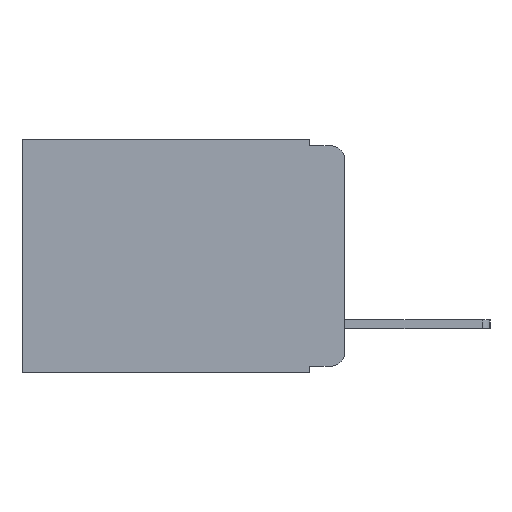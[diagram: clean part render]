
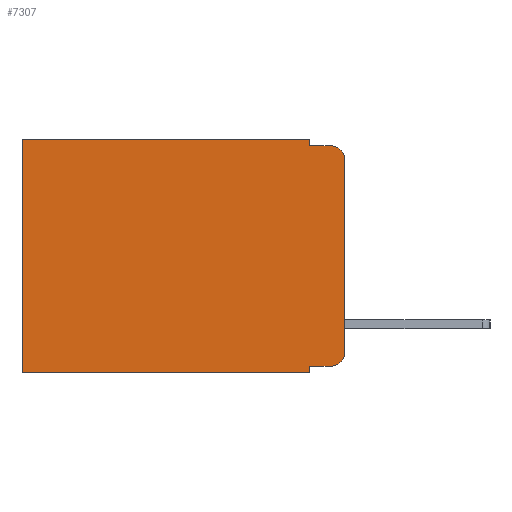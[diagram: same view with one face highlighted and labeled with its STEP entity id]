
A CAD part, left-side view. The second image highlights one B-rep face of the part: STEP entity #7307.
In plain terms, the highlighted planar face has unit normal (-1, 0, 0).
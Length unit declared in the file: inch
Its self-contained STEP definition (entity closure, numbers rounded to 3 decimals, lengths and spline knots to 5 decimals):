
#200 = ORIENTED_EDGE ( 'NONE', *, *, #1756, .T. ) ;
#385 = VERTEX_POINT ( 'NONE', #14375 ) ;
#404 = EDGE_CURVE ( 'NONE', #17092, #2019, #8449, .T. ) ;
#474 = ORIENTED_EDGE ( 'NONE', *, *, #1618, .F. ) ;
#577 = VECTOR ( 'NONE', #6235, 39.37008 ) ;
#674 = AXIS2_PLACEMENT_3D ( 'NONE', #1834, #3298, #13173 ) ;
#987 = EDGE_CURVE ( 'NONE', #2326, #1600, #9742, .T. ) ;
#1025 = LINE ( 'NONE', #5686, #16197 ) ;
#1455 = DIRECTION ( 'NONE',  ( 0., 0., -1. ) ) ;
#1557 = EDGE_CURVE ( 'NONE', #2326, #3685, #13261, .T. ) ;
#1581 = EDGE_CURVE ( 'NONE', #2369, #3685, #12840, .T. ) ;
#1600 = VERTEX_POINT ( 'NONE', #8181 ) ;
#1618 = EDGE_CURVE ( 'NONE', #10548, #2369, #1025, .T. ) ;
#1714 = EDGE_CURVE ( 'NONE', #10548, #385, #15029, .T. ) ;
#1756 = EDGE_CURVE ( 'NONE', #385, #2019, #7502, .T. ) ;
#1784 = EDGE_CURVE ( 'NONE', #15545, #17092, #14635, .T. ) ;
#1834 = CARTESIAN_POINT ( 'NONE',  ( 0.298, 0., 0. ) ) ;
#1888 = EDGE_CURVE ( 'NONE', #15545, #13613, #2642, .T. ) ;
#1940 = EDGE_CURVE ( 'NONE', #13613, #1600, #16000, .T. ) ;
#2019 = VERTEX_POINT ( 'NONE', #6729 ) ;
#2326 = VERTEX_POINT ( 'NONE', #12276 ) ;
#2369 = VERTEX_POINT ( 'NONE', #16318 ) ;
#2431 = CARTESIAN_POINT ( 'NONE',  ( 0.298, 0.051, -0.333 ) ) ;
#2457 = CARTESIAN_POINT ( 'NONE',  ( 0.298, 0.02, -0.01 ) ) ;
#2642 = LINE ( 'NONE', #14274, #6074 ) ;
#2907 = CARTESIAN_POINT ( 'NONE',  ( 0.298, 0.051, 0. ) ) ;
#3298 = DIRECTION ( 'NONE',  ( 1., 0., 0. ) ) ;
#3309 = ORIENTED_EDGE ( 'NONE', *, *, #1784, .F. ) ;
#3357 = CARTESIAN_POINT ( 'NONE',  ( 0.298, 0.02, -0.313 ) ) ;
#3685 = VERTEX_POINT ( 'NONE', #2457 ) ;
#3992 = AXIS2_PLACEMENT_3D ( 'NONE', #12908, #9344, #13553 ) ;
#4012 = FACE_OUTER_BOUND ( 'NONE', #5151, .T. ) ;
#4756 = CARTESIAN_POINT ( 'NONE',  ( 0.298, 0.473, 0. ) ) ;
#4776 = DIRECTION ( 'NONE',  ( 0., 0., -1. ) ) ;
#4859 = ORIENTED_EDGE ( 'NONE', *, *, #1581, .F. ) ;
#5151 = EDGE_LOOP ( 'NONE', ( #10454, #12017, #4859, #474, #11144, #200, #6769, #3309, #13621, #16970 ) ) ;
#5322 = CARTESIAN_POINT ( 'NONE',  ( 0.298, 0.051, -0.01 ) ) ;
#5510 = CARTESIAN_POINT ( 'NONE',  ( 0.298, 0.051, 0. ) ) ;
#5686 = CARTESIAN_POINT ( 'NONE',  ( 0.298, 0.051, 0. ) ) ;
#5736 = DIRECTION ( 'NONE',  ( -1., 0., 0. ) ) ;
#6060 = DIRECTION ( 'NONE',  ( 0., 0., -1. ) ) ;
#6074 = VECTOR ( 'NONE', #6370, 39.37008 ) ;
#6235 = DIRECTION ( 'NONE',  ( 0., 1., 0. ) ) ;
#6370 = DIRECTION ( 'NONE',  ( 0., -1., 0. ) ) ;
#6729 = CARTESIAN_POINT ( 'NONE',  ( 0.298, 0.473, -0.343 ) ) ;
#6769 = ORIENTED_EDGE ( 'NONE', *, *, #404, .F. ) ;
#7307 = ADVANCED_FACE ( 'NONE', ( #4012 ), #10529, .F. ) ;
#7502 = LINE ( 'NONE', #4756, #10812 ) ;
#8181 = CARTESIAN_POINT ( 'NONE',  ( 0.298, 0., -0.313 ) ) ;
#8449 = LINE ( 'NONE', #10962, #577 ) ;
#8582 = CARTESIAN_POINT ( 'NONE',  ( 0.298, 0.051, -0.343 ) ) ;
#8984 = AXIS2_PLACEMENT_3D ( 'NONE', #3357, #5736, #6060 ) ;
#9313 = VECTOR ( 'NONE', #12229, 39.37008 ) ;
#9344 = DIRECTION ( 'NONE',  ( -1., 0., 0. ) ) ;
#9742 = LINE ( 'NONE', #16946, #17417 ) ;
#9809 = CARTESIAN_POINT ( 'NONE',  ( 0.298, 0., 0. ) ) ;
#10454 = ORIENTED_EDGE ( 'NONE', *, *, #987, .F. ) ;
#10529 = PLANE ( 'NONE',  #674 ) ;
#10548 = VERTEX_POINT ( 'NONE', #2907 ) ;
#10812 = VECTOR ( 'NONE', #4776, 39.37008 ) ;
#10962 = CARTESIAN_POINT ( 'NONE',  ( 0.298, 0., -0.343 ) ) ;
#11107 = DIRECTION ( 'NONE',  ( 0., 0., -1. ) ) ;
#11144 = ORIENTED_EDGE ( 'NONE', *, *, #1714, .T. ) ;
#11194 = VECTOR ( 'NONE', #17853, 39.37008 ) ;
#12017 = ORIENTED_EDGE ( 'NONE', *, *, #1557, .T. ) ;
#12229 = DIRECTION ( 'NONE',  ( 0., -1., 0. ) ) ;
#12276 = CARTESIAN_POINT ( 'NONE',  ( 0.298, 0., -0.03 ) ) ;
#12840 = LINE ( 'NONE', #5322, #9313 ) ;
#12908 = CARTESIAN_POINT ( 'NONE',  ( 0.298, 0.02, -0.03 ) ) ;
#13135 = DIRECTION ( 'NONE',  ( 0., 0., -1. ) ) ;
#13173 = DIRECTION ( 'NONE',  ( 0., 0., -1. ) ) ;
#13261 = CIRCLE ( 'NONE', #3992, 0.02 ) ;
#13553 = DIRECTION ( 'NONE',  ( 0., 0., -1. ) ) ;
#13613 = VERTEX_POINT ( 'NONE', #15233 ) ;
#13621 = ORIENTED_EDGE ( 'NONE', *, *, #1888, .T. ) ;
#14274 = CARTESIAN_POINT ( 'NONE',  ( 0.298, 0.051, -0.333 ) ) ;
#14375 = CARTESIAN_POINT ( 'NONE',  ( 0.298, 0.473, 0. ) ) ;
#14635 = LINE ( 'NONE', #5510, #17194 ) ;
#15029 = LINE ( 'NONE', #9809, #11194 ) ;
#15233 = CARTESIAN_POINT ( 'NONE',  ( 0.298, 0.02, -0.333 ) ) ;
#15545 = VERTEX_POINT ( 'NONE', #2431 ) ;
#16000 = CIRCLE ( 'NONE', #8984, 0.02 ) ;
#16197 = VECTOR ( 'NONE', #1455, 39.37008 ) ;
#16318 = CARTESIAN_POINT ( 'NONE',  ( 0.298, 0.051, -0.01 ) ) ;
#16946 = CARTESIAN_POINT ( 'NONE',  ( 0.298, 0., 0. ) ) ;
#16970 = ORIENTED_EDGE ( 'NONE', *, *, #1940, .T. ) ;
#17092 = VERTEX_POINT ( 'NONE', #8582 ) ;
#17194 = VECTOR ( 'NONE', #11107, 39.37008 ) ;
#17417 = VECTOR ( 'NONE', #13135, 39.37008 ) ;
#17853 = DIRECTION ( 'NONE',  ( 0., 1., 0. ) ) ;
